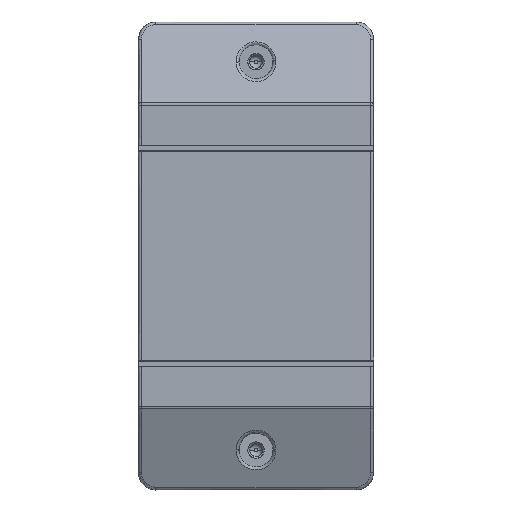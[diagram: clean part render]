
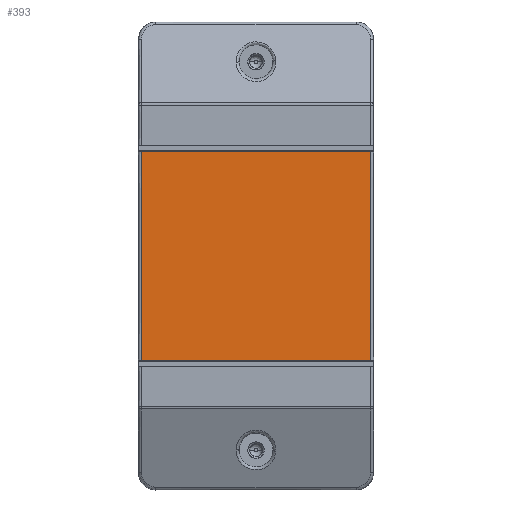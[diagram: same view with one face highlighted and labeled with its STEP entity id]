
A CAD part, top view. The second image highlights one B-rep face of the part: STEP entity #393.
In plain terms, the highlighted planar face has unit normal (0, 0, 1).
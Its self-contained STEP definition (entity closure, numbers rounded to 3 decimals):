
#393=ADVANCED_FACE('',(#1353),#15242,.T.);
#1353=FACE_OUTER_BOUND('',#2315,.T.);
#2315=EDGE_LOOP('',(#3715,#3716,#3717,#3718));
#3715=ORIENTED_EDGE('',*,*,#8545,.F.);
#3716=ORIENTED_EDGE('',*,*,#8665,.T.);
#3717=ORIENTED_EDGE('',*,*,#8609,.F.);
#3718=ORIENTED_EDGE('',*,*,#8666,.T.);
#8545=EDGE_CURVE('',#13644,#13645,#11071,.T.);
#8609=EDGE_CURVE('',#13700,#13701,#11135,.T.);
#8665=EDGE_CURVE('',#13644,#13701,#11191,.T.);
#8666=EDGE_CURVE('',#13700,#13645,#11192,.T.);
#11071=B_SPLINE_CURVE_WITH_KNOTS('',1,(#18610,#18611),.UNSPECIFIED.,.F.,
 .F.,(2,2),(0.,39.2),.UNSPECIFIED.);
#11135=B_SPLINE_CURVE_WITH_KNOTS('',1,(#18738,#18739),.UNSPECIFIED.,.F.,
 .F.,(2,2),(0.,39.2),.UNSPECIFIED.);
#11191=B_SPLINE_CURVE_WITH_KNOTS('',1,(#18850,#18851),.UNSPECIFIED.,.F.,
 .F.,(2,2),(0.,35.789),.UNSPECIFIED.);
#11192=B_SPLINE_CURVE_WITH_KNOTS('',1,(#18852,#18853),.UNSPECIFIED.,.F.,
 .F.,(2,2),(0.,35.789),.UNSPECIFIED.);
#13644=VERTEX_POINT('',#17997);
#13645=VERTEX_POINT('',#17998);
#13700=VERTEX_POINT('',#18053);
#13701=VERTEX_POINT('',#18054);
#15242=PLANE('',#16100);
#16100=AXIS2_PLACEMENT_3D('',#17757,#16928,$);
#16928=DIRECTION('',(0.,0.,1.));
#17757=CARTESIAN_POINT('',(-23.629,-21.6,22.201));
#17997=CARTESIAN_POINT('',(-19.589,17.888,22.201));
#17998=CARTESIAN_POINT('',(19.611,17.888,22.201));
#18053=CARTESIAN_POINT('',(19.611,-17.901,22.201));
#18054=CARTESIAN_POINT('',(-19.589,-17.901,22.201));
#18610=CARTESIAN_POINT('',(-19.589,17.888,22.201));
#18611=CARTESIAN_POINT('',(19.611,17.888,22.201));
#18738=CARTESIAN_POINT('',(19.611,-17.901,22.201));
#18739=CARTESIAN_POINT('',(-19.589,-17.901,22.201));
#18850=CARTESIAN_POINT('',(-19.589,17.888,22.201));
#18851=CARTESIAN_POINT('',(-19.589,-17.901,22.201));
#18852=CARTESIAN_POINT('',(19.611,-17.901,22.201));
#18853=CARTESIAN_POINT('',(19.611,17.888,22.201));
